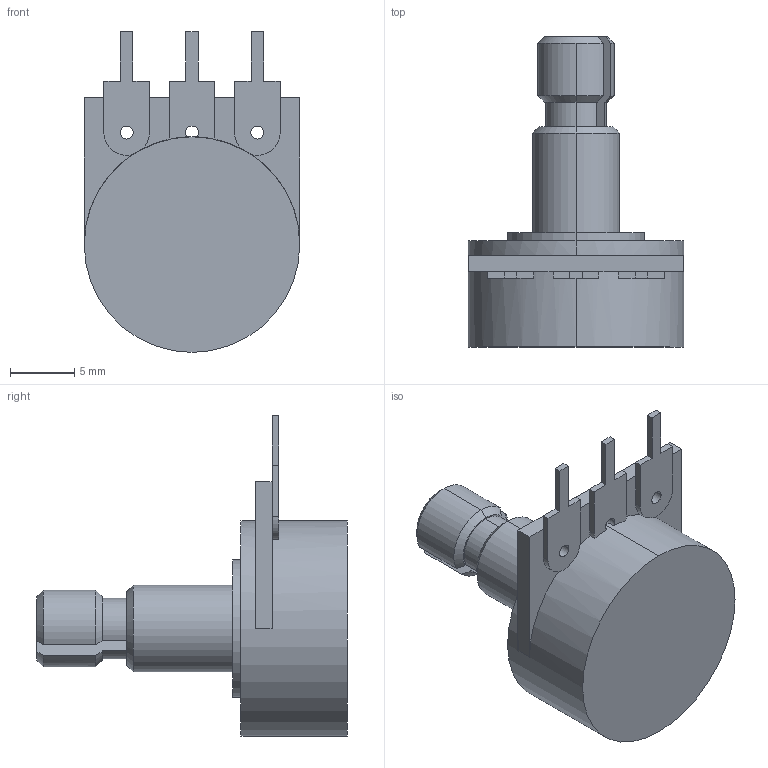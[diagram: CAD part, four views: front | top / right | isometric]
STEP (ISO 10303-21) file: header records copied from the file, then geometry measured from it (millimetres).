
FILE_DESCRIPTION (( 'STEP AP203' ), '1' );
FILE_NAME ('08E4C9D9-2B18-4F6D-8F79-48315DDD0CF7.STEP', '2024-05-03T15:27:46', ( '' ), ( '' ), 'SwSTEP 2.0', 'SolidWorks 2022', '' );
FILE_SCHEMA (( 'CONFIG_CONTROL_DESIGN' ));
Length unit declared in the file: inch
Products named in the file (1): 08E4C9D9-2B18-4F6D-8F79-48315DDD0CF7
Bounding box: 16.76 x 24.13 x 24.94 mm (x, y, z)
Volume: 2433.6 mm3; surface area: 1531.9 mm2
Topology: 1 solids, 1 shells, 79 faces, 214 edges, 139 vertices
Faces by surface type: plane 47, cylinder 24, cone 8
Entity records: 2594 total; most frequent: CARTESIAN_POINT 457, DIRECTION 441, ORIENTED_EDGE 428, EDGE_CURVE 214, AXIS2_PLACEMENT_3D 155, VERTEX_POINT 139, VECTOR 131, LINE 131
